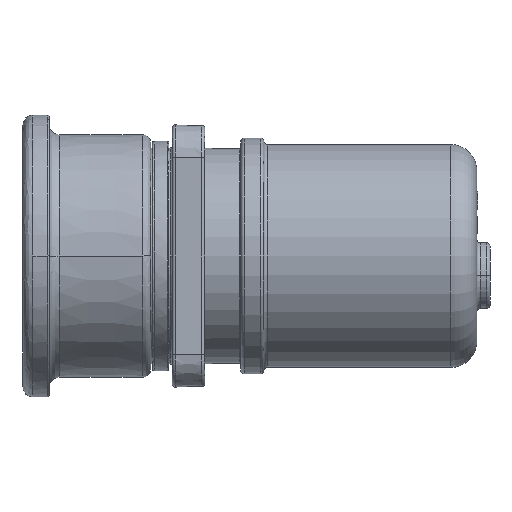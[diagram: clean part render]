
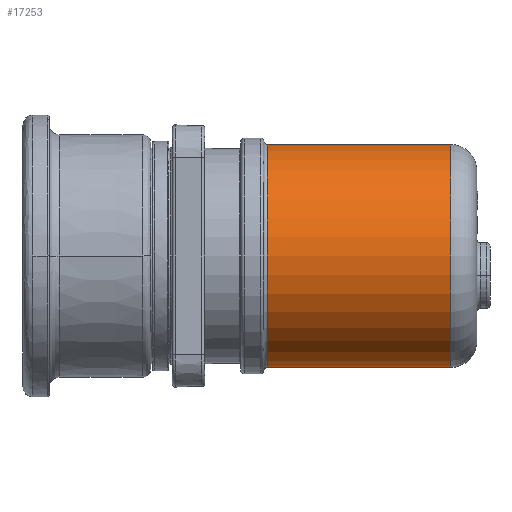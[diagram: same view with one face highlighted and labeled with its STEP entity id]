
A CAD part, left-side view. The second image highlights one B-rep face of the part: STEP entity #17253.
In plain terms, the highlighted cylindrical face has radius 34 mm (diameter 68 mm), a partial arc.
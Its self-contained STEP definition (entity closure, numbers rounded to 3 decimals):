
#4227=CARTESIAN_POINT('',(0.,-19.,0.));
#4228=DIRECTION('',(0.,-1.,0.));
#4229=DIRECTION('',(0.,0.,1.));
#4230=AXIS2_PLACEMENT_3D('',#4227,#4228,#4229);
#4237=DIRECTION('',(0.,-1.,0.));
#4238=VECTOR('',#4237,56.);
#4239=CARTESIAN_POINT('',(0.,-19.,34.));
#4240=LINE('',#4239,#4238);
#4241=DIRECTION('',(0.,-1.,0.));
#4242=VECTOR('',#4241,56.);
#4243=CARTESIAN_POINT('',(0.,-19.,-34.));
#4244=LINE('',#4243,#4242);
#4270=CARTESIAN_POINT('',(0.,-75.,0.));
#4271=DIRECTION('',(0.,1.,0.));
#4272=DIRECTION('',(0.,0.,-1.));
#4273=AXIS2_PLACEMENT_3D('',#4270,#4271,#4272);
#6879=CARTESIAN_POINT('',(0.,-19.,34.));
#6880=CARTESIAN_POINT('',(0.,-75.,34.));
#6881=VERTEX_POINT('',#6879);
#6882=VERTEX_POINT('',#6880);
#6883=CARTESIAN_POINT('',(0.,-19.,-34.));
#6884=CARTESIAN_POINT('',(0.,-75.,-34.));
#6885=VERTEX_POINT('',#6883);
#6886=VERTEX_POINT('',#6884);
#17239=CARTESIAN_POINT('',(0.,-7.4,0.));
#17240=DIRECTION('',(0.,-1.,0.));
#17241=DIRECTION('',(1.,0.,0.));
#17242=AXIS2_PLACEMENT_3D('',#17239,#17240,#17241);
#17243=CYLINDRICAL_SURFACE('',#17242,34.);
#17245=ORIENTED_EDGE('',*,*,#17244,.T.);
#17247=ORIENTED_EDGE('',*,*,#17246,.F.);
#17249=ORIENTED_EDGE('',*,*,#17248,.F.);
#17250=ORIENTED_EDGE('',*,*,#17232,.F.);
#17251=EDGE_LOOP('',(#17245,#17247,#17249,#17250));
#17252=FACE_OUTER_BOUND('',#17251,.F.);
#17253=ADVANCED_FACE('',(#17252),#17243,.T.);
#4231=CIRCLE('',#4230,34.);
#4274=CIRCLE('',#4273,34.);
#17232=EDGE_CURVE('',#6881,#6885,#4231,.T.);
#17244=EDGE_CURVE('',#6881,#6882,#4240,.T.);
#17246=EDGE_CURVE('',#6886,#6882,#4274,.T.);
#17248=EDGE_CURVE('',#6885,#6886,#4244,.T.);
